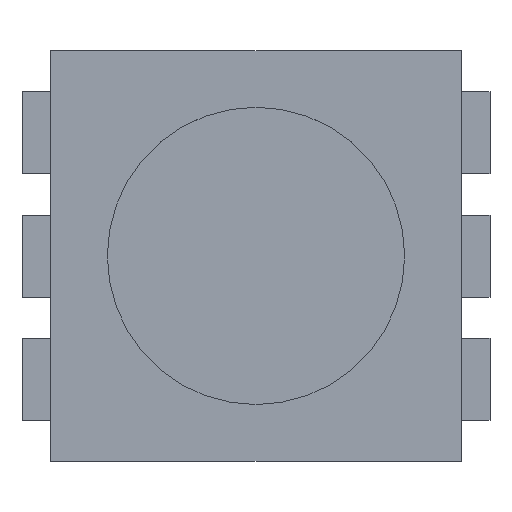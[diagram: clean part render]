
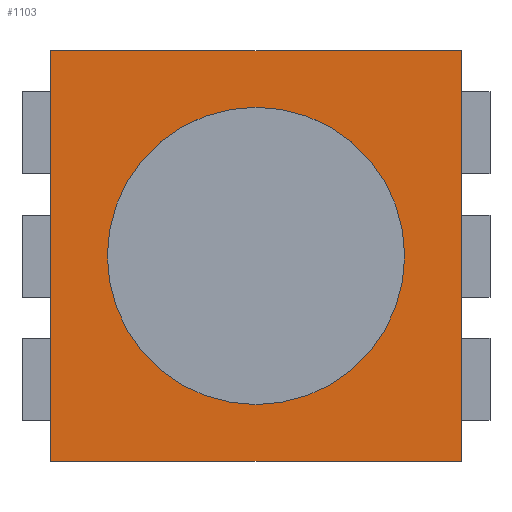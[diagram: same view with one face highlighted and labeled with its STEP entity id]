
A CAD part, top view. The second image highlights one B-rep face of the part: STEP entity #1103.
In plain terms, the highlighted planar face has unit normal (0, 0, 1).
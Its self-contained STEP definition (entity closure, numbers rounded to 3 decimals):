
#31 = CYLINDRICAL_SURFACE('',#32,1.811);
#32 = AXIS2_PLACEMENT_3D('',#33,#34,#35);
#33 = CARTESIAN_POINT('',(0.,0.,1.3));
#34 = DIRECTION('',(0.,0.,1.));
#35 = DIRECTION('',(0.,-1.,0.));
#78 = VERTEX_POINT('',#79);
#79 = CARTESIAN_POINT('',(0.,-1.811,1.4));
#99 = EDGE_CURVE('',#78,#78,#100,.T.);
#100 = SURFACE_CURVE('',#101,(#106,#135),.PCURVE_S1.);
#101 = CIRCLE('',#102,1.811);
#102 = AXIS2_PLACEMENT_3D('',#103,#104,#105);
#103 = CARTESIAN_POINT('',(0.,0.,1.4));
#104 = DIRECTION('',(0.,0.,1.));
#105 = DIRECTION('',(0.,-1.,0.));
#106 = PCURVE('',#31,#107);
#107 = DEFINITIONAL_REPRESENTATION('',(#108),#134);
#108 = B_SPLINE_CURVE_WITH_KNOTS('',3,(#109,#110,#111,#112,#113,#114,
    #115,#116,#117,#118,#119,#120,#121,#122,#123,#124,#125,#126,#127,
    #128,#129,#130,#131,#132,#133),.UNSPECIFIED.,.F.,.F.,(4,1,1,1,1,1,1,
    1,1,1,1,1,1,1,1,1,1,1,1,1,1,1,4),(0.,0.286,
    0.571,0.857,1.142,1.428,
    1.714,1.999,2.285,2.57,
    2.856,3.142,3.427,3.713,
    3.998,4.284,4.57,4.855,
    5.141,5.426,5.712,5.998,
    6.283),.QUASI_UNIFORM_KNOTS.);
#109 = CARTESIAN_POINT('',(0.,0.1));
#110 = CARTESIAN_POINT('',(0.095,0.1));
#111 = CARTESIAN_POINT('',(0.286,0.1));
#112 = CARTESIAN_POINT('',(0.571,0.1));
#113 = CARTESIAN_POINT('',(0.857,0.1));
#114 = CARTESIAN_POINT('',(1.142,0.1));
#115 = CARTESIAN_POINT('',(1.428,0.1));
#116 = CARTESIAN_POINT('',(1.714,0.1));
#117 = CARTESIAN_POINT('',(1.999,0.1));
#118 = CARTESIAN_POINT('',(2.285,0.1));
#119 = CARTESIAN_POINT('',(2.57,0.1));
#120 = CARTESIAN_POINT('',(2.856,0.1));
#121 = CARTESIAN_POINT('',(3.142,0.1));
#122 = CARTESIAN_POINT('',(3.427,0.1));
#123 = CARTESIAN_POINT('',(3.713,0.1));
#124 = CARTESIAN_POINT('',(3.998,0.1));
#125 = CARTESIAN_POINT('',(4.284,0.1));
#126 = CARTESIAN_POINT('',(4.57,0.1));
#127 = CARTESIAN_POINT('',(4.855,0.1));
#128 = CARTESIAN_POINT('',(5.141,0.1));
#129 = CARTESIAN_POINT('',(5.426,0.1));
#130 = CARTESIAN_POINT('',(5.712,0.1));
#131 = CARTESIAN_POINT('',(5.998,0.1));
#132 = CARTESIAN_POINT('',(6.188,0.1));
#133 = CARTESIAN_POINT('',(6.283,0.1));
#134 = ( GEOMETRIC_REPRESENTATION_CONTEXT(2) 
PARAMETRIC_REPRESENTATION_CONTEXT() REPRESENTATION_CONTEXT('2D SPACE',''
  ) );
#135 = PCURVE('',#136,#141);
#136 = PLANE('',#137);
#137 = AXIS2_PLACEMENT_3D('',#138,#139,#140);
#138 = CARTESIAN_POINT('',(0.,0.,1.4));
#139 = DIRECTION('',(0.,0.,-1.));
#140 = DIRECTION('',(0.,1.,0.));
#141 = DEFINITIONAL_REPRESENTATION('',(#142),#150);
#142 = ( BOUNDED_CURVE() B_SPLINE_CURVE(2,(#143,#144,#145,#146,#147,#148
,#149),.UNSPECIFIED.,.T.,.F.) B_SPLINE_CURVE_WITH_KNOTS((1,2,2,2,2,1),(
    -2.094,0.,2.094,4.189,6.283,
8.378),.UNSPECIFIED.) CURVE() GEOMETRIC_REPRESENTATION_ITEM() 
RATIONAL_B_SPLINE_CURVE((1.,0.5,1.,0.5,1.,0.5,1.)) REPRESENTATION_ITEM(
  '') );
#143 = CARTESIAN_POINT('',(-1.811,0.));
#144 = CARTESIAN_POINT('',(-1.811,3.137));
#145 = CARTESIAN_POINT('',(0.905,1.568));
#146 = CARTESIAN_POINT('',(3.622,0.));
#147 = CARTESIAN_POINT('',(0.905,-1.568));
#148 = CARTESIAN_POINT('',(-1.811,-3.137));
#149 = CARTESIAN_POINT('',(-1.811,0.));
#150 = ( GEOMETRIC_REPRESENTATION_CONTEXT(2) 
PARAMETRIC_REPRESENTATION_CONTEXT() REPRESENTATION_CONTEXT('2D SPACE',''
  ) );
#167 = PLANE('',#168);
#168 = AXIS2_PLACEMENT_3D('',#169,#170,#171);
#169 = CARTESIAN_POINT('',(2.5,-2.5,1.4));
#170 = DIRECTION('',(-1.,0.,0.));
#171 = DIRECTION('',(0.,-1.,0.));
#248 = VERTEX_POINT('',#249);
#249 = CARTESIAN_POINT('',(2.5,2.5,1.4));
#263 = PLANE('',#264);
#264 = AXIS2_PLACEMENT_3D('',#265,#266,#267);
#265 = CARTESIAN_POINT('',(-2.5,2.5,1.4));
#266 = DIRECTION('',(0.,-1.,0.));
#267 = DIRECTION('',(1.,0.,0.));
#275 = EDGE_CURVE('',#276,#248,#278,.T.);
#276 = VERTEX_POINT('',#277);
#277 = CARTESIAN_POINT('',(2.5,-2.5,1.4));
#278 = SURFACE_CURVE('',#279,(#283,#290),.PCURVE_S1.);
#279 = LINE('',#280,#281);
#280 = CARTESIAN_POINT('',(2.5,-2.5,1.4));
#281 = VECTOR('',#282,1.);
#282 = DIRECTION('',(0.,1.,0.));
#283 = PCURVE('',#167,#284);
#284 = DEFINITIONAL_REPRESENTATION('',(#285),#289);
#285 = LINE('',#286,#287);
#286 = CARTESIAN_POINT('',(0.,0.));
#287 = VECTOR('',#288,1.);
#288 = DIRECTION('',(-1.,0.));
#289 = ( GEOMETRIC_REPRESENTATION_CONTEXT(2) 
PARAMETRIC_REPRESENTATION_CONTEXT() REPRESENTATION_CONTEXT('2D SPACE',''
  ) );
#290 = PCURVE('',#136,#291);
#291 = DEFINITIONAL_REPRESENTATION('',(#292),#296);
#292 = LINE('',#293,#294);
#293 = CARTESIAN_POINT('',(-2.5,2.5));
#294 = VECTOR('',#295,1.);
#295 = DIRECTION('',(1.,0.));
#296 = ( GEOMETRIC_REPRESENTATION_CONTEXT(2) 
PARAMETRIC_REPRESENTATION_CONTEXT() REPRESENTATION_CONTEXT('2D SPACE',''
  ) );
#314 = PLANE('',#315);
#315 = AXIS2_PLACEMENT_3D('',#316,#317,#318);
#316 = CARTESIAN_POINT('',(-2.5,-2.5,1.4));
#317 = DIRECTION('',(0.,1.,0.));
#318 = DIRECTION('',(-1.,0.,0.));
#603 = PLANE('',#604);
#604 = AXIS2_PLACEMENT_3D('',#605,#606,#607);
#605 = CARTESIAN_POINT('',(-2.5,-2.5,1.4));
#606 = DIRECTION('',(1.,0.,0.));
#607 = DIRECTION('',(0.,1.,0.));
#921 = VERTEX_POINT('',#922);
#922 = CARTESIAN_POINT('',(-2.5,-2.5,1.4));
#943 = EDGE_CURVE('',#944,#921,#946,.T.);
#944 = VERTEX_POINT('',#945);
#945 = CARTESIAN_POINT('',(-2.5,2.5,1.4));
#946 = SURFACE_CURVE('',#947,(#951,#958),.PCURVE_S1.);
#947 = LINE('',#948,#949);
#948 = CARTESIAN_POINT('',(-2.5,-2.5,1.4));
#949 = VECTOR('',#950,1.);
#950 = DIRECTION('',(0.,-1.,0.));
#951 = PCURVE('',#603,#952);
#952 = DEFINITIONAL_REPRESENTATION('',(#953),#957);
#953 = LINE('',#954,#955);
#954 = CARTESIAN_POINT('',(0.,0.));
#955 = VECTOR('',#956,1.);
#956 = DIRECTION('',(-1.,0.));
#957 = ( GEOMETRIC_REPRESENTATION_CONTEXT(2) 
PARAMETRIC_REPRESENTATION_CONTEXT() REPRESENTATION_CONTEXT('2D SPACE',''
  ) );
#958 = PCURVE('',#136,#959);
#959 = DEFINITIONAL_REPRESENTATION('',(#960),#964);
#960 = LINE('',#961,#962);
#961 = CARTESIAN_POINT('',(-2.5,-2.5));
#962 = VECTOR('',#963,1.);
#963 = DIRECTION('',(-1.,0.));
#964 = ( GEOMETRIC_REPRESENTATION_CONTEXT(2) 
PARAMETRIC_REPRESENTATION_CONTEXT() REPRESENTATION_CONTEXT('2D SPACE',''
  ) );
#1035 = EDGE_CURVE('',#248,#944,#1036,.T.);
#1036 = SURFACE_CURVE('',#1037,(#1041,#1048),.PCURVE_S1.);
#1037 = LINE('',#1038,#1039);
#1038 = CARTESIAN_POINT('',(-2.5,2.5,1.4));
#1039 = VECTOR('',#1040,1.);
#1040 = DIRECTION('',(-1.,0.,0.));
#1041 = PCURVE('',#263,#1042);
#1042 = DEFINITIONAL_REPRESENTATION('',(#1043),#1047);
#1043 = LINE('',#1044,#1045);
#1044 = CARTESIAN_POINT('',(0.,0.));
#1045 = VECTOR('',#1046,1.);
#1046 = DIRECTION('',(-1.,0.));
#1047 = ( GEOMETRIC_REPRESENTATION_CONTEXT(2) 
PARAMETRIC_REPRESENTATION_CONTEXT() REPRESENTATION_CONTEXT('2D SPACE',''
  ) );
#1048 = PCURVE('',#136,#1049);
#1049 = DEFINITIONAL_REPRESENTATION('',(#1050),#1054);
#1050 = LINE('',#1051,#1052);
#1051 = CARTESIAN_POINT('',(2.5,-2.5));
#1052 = VECTOR('',#1053,1.);
#1053 = DIRECTION('',(0.,-1.));
#1054 = ( GEOMETRIC_REPRESENTATION_CONTEXT(2) 
PARAMETRIC_REPRESENTATION_CONTEXT() REPRESENTATION_CONTEXT('2D SPACE',''
  ) );
#1082 = EDGE_CURVE('',#921,#276,#1083,.T.);
#1083 = SURFACE_CURVE('',#1084,(#1088,#1095),.PCURVE_S1.);
#1084 = LINE('',#1085,#1086);
#1085 = CARTESIAN_POINT('',(-2.5,-2.5,1.4));
#1086 = VECTOR('',#1087,1.);
#1087 = DIRECTION('',(1.,0.,0.));
#1088 = PCURVE('',#314,#1089);
#1089 = DEFINITIONAL_REPRESENTATION('',(#1090),#1094);
#1090 = LINE('',#1091,#1092);
#1091 = CARTESIAN_POINT('',(0.,0.));
#1092 = VECTOR('',#1093,1.);
#1093 = DIRECTION('',(-1.,0.));
#1094 = ( GEOMETRIC_REPRESENTATION_CONTEXT(2) 
PARAMETRIC_REPRESENTATION_CONTEXT() REPRESENTATION_CONTEXT('2D SPACE',''
  ) );
#1095 = PCURVE('',#136,#1096);
#1096 = DEFINITIONAL_REPRESENTATION('',(#1097),#1101);
#1097 = LINE('',#1098,#1099);
#1098 = CARTESIAN_POINT('',(-2.5,-2.5));
#1099 = VECTOR('',#1100,1.);
#1100 = DIRECTION('',(0.,1.));
#1101 = ( GEOMETRIC_REPRESENTATION_CONTEXT(2) 
PARAMETRIC_REPRESENTATION_CONTEXT() REPRESENTATION_CONTEXT('2D SPACE',''
  ) );
#1103 = ADVANCED_FACE('',(#1104,#1110),#136,.F.);
#1104 = FACE_BOUND('',#1105,.T.);
#1105 = EDGE_LOOP('',(#1106,#1107,#1108,#1109));
#1106 = ORIENTED_EDGE('',*,*,#275,.T.);
#1107 = ORIENTED_EDGE('',*,*,#1035,.T.);
#1108 = ORIENTED_EDGE('',*,*,#943,.T.);
#1109 = ORIENTED_EDGE('',*,*,#1082,.T.);
#1110 = FACE_BOUND('',#1111,.T.);
#1111 = EDGE_LOOP('',(#1112));
#1112 = ORIENTED_EDGE('',*,*,#99,.F.);
